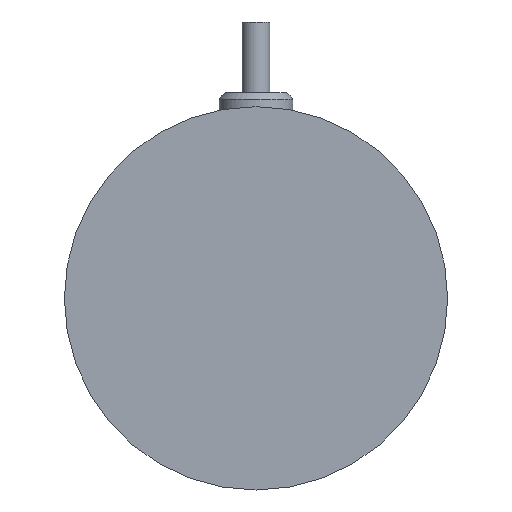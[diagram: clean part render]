
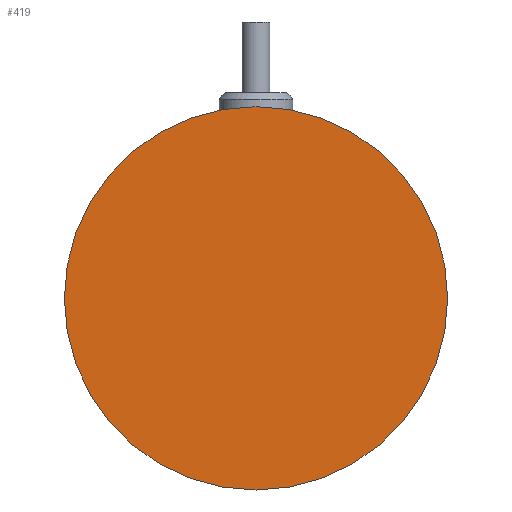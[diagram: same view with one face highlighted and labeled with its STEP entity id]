
A CAD part, front view. The second image highlights one B-rep face of the part: STEP entity #419.
In plain terms, the highlighted planar face has unit normal (0, -1, 0).
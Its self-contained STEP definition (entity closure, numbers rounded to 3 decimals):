
#419 = ADVANCED_FACE ( 'NONE', ( #10676 ), #1427, .F. ) ;
#471 = CARTESIAN_POINT ( 'NONE',  ( 0., 0., 0. ) ) ;
#1416 = CARTESIAN_POINT ( 'NONE',  ( 0., 0., 35. ) ) ;
#1427 = PLANE ( 'NONE',  #2032 ) ;
#2032 = AXIS2_PLACEMENT_3D ( 'NONE', #471, #12747, #13853 ) ;
#2257 = VERTEX_POINT ( 'NONE', #1416 ) ;
#3328 = ORIENTED_EDGE ( 'NONE', *, *, #11881, .T. ) ;
#3563 = DIRECTION ( 'NONE',  ( 0., 0., -1. ) ) ;
#4658 = AXIS2_PLACEMENT_3D ( 'NONE', #13044, #14305, #7514 ) ;
#5348 = EDGE_CURVE ( 'NONE', #2257, #14093, #12766, .T. ) ;
#7514 = DIRECTION ( 'NONE',  ( 0., 0., -1. ) ) ;
#8089 = CARTESIAN_POINT ( 'NONE',  ( 0., 0., 0. ) ) ;
#8455 = CIRCLE ( 'NONE', #4658, 35. ) ;
#9882 = CARTESIAN_POINT ( 'NONE',  ( 0., 0., -35. ) ) ;
#10676 = FACE_OUTER_BOUND ( 'NONE', #12141, .T. ) ;
#11401 = DIRECTION ( 'NONE',  ( 0., -1., 0. ) ) ;
#11881 = EDGE_CURVE ( 'NONE', #14093, #2257, #8455, .T. ) ;
#12141 = EDGE_LOOP ( 'NONE', ( #3328, #12337 ) ) ;
#12337 = ORIENTED_EDGE ( 'NONE', *, *, #5348, .T. ) ;
#12747 = DIRECTION ( 'NONE',  ( 0., 1., 0. ) ) ;
#12766 = CIRCLE ( 'NONE', #13237, 35. ) ;
#13044 = CARTESIAN_POINT ( 'NONE',  ( 0., 0., 0. ) ) ;
#13237 = AXIS2_PLACEMENT_3D ( 'NONE', #8089, #11401, #3563 ) ;
#13853 = DIRECTION ( 'NONE',  ( 0., 0., 1. ) ) ;
#14093 = VERTEX_POINT ( 'NONE', #9882 ) ;
#14305 = DIRECTION ( 'NONE',  ( 0., -1., 0. ) ) ;
